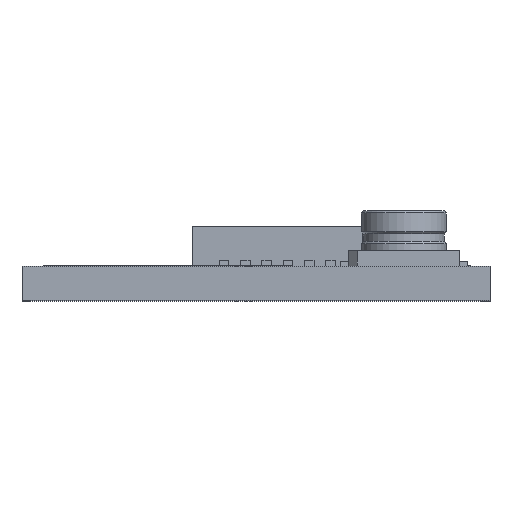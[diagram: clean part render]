
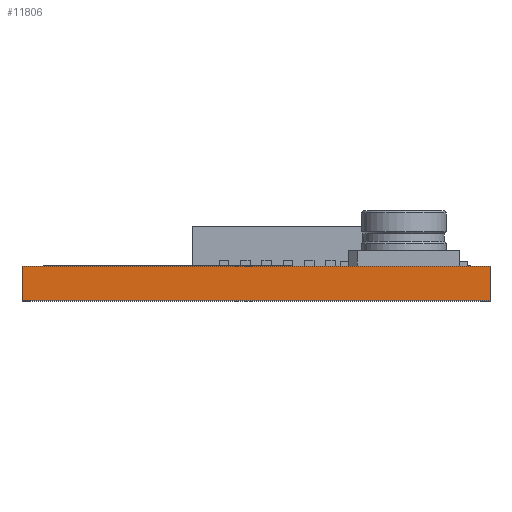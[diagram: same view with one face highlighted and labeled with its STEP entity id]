
A CAD part, top view. The second image highlights one B-rep face of the part: STEP entity #11806.
In plain terms, the highlighted planar face has unit normal (0, 0, 1).
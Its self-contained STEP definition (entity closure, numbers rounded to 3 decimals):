
#11597 = VERTEX_POINT('',#11598);
#11598 = CARTESIAN_POINT('',(-6.,0.,5.6));
#11604 = EDGE_CURVE('',#11597,#11605,#11607,.T.);
#11605 = VERTEX_POINT('',#11606);
#11606 = CARTESIAN_POINT('',(-6.,0.8,5.6));
#11607 = LINE('',#11608,#11609);
#11608 = CARTESIAN_POINT('',(-6.,0.,5.6));
#11609 = VECTOR('',#11610,1.);
#11610 = DIRECTION('',(0.,1.,0.));
#11729 = EDGE_CURVE('',#11605,#11730,#11732,.T.);
#11730 = VERTEX_POINT('',#11731);
#11731 = CARTESIAN_POINT('',(5.,0.8,5.6));
#11732 = LINE('',#11733,#11734);
#11733 = CARTESIAN_POINT('',(5.,0.8,5.6));
#11734 = VECTOR('',#11735,1.);
#11735 = DIRECTION('',(1.,0.,0.));
#11788 = EDGE_CURVE('',#11789,#11730,#11791,.T.);
#11789 = VERTEX_POINT('',#11790);
#11790 = CARTESIAN_POINT('',(5.,0.,5.6));
#11791 = LINE('',#11792,#11793);
#11792 = CARTESIAN_POINT('',(5.,0.,5.6));
#11793 = VECTOR('',#11794,1.);
#11794 = DIRECTION('',(0.,1.,0.));
#11806 = ADVANCED_FACE('',(#11807),#11818,.T.);
#11807 = FACE_BOUND('',#11808,.T.);
#11808 = EDGE_LOOP('',(#11809,#11815,#11816,#11817));
#11809 = ORIENTED_EDGE('',*,*,#11810,.F.);
#11810 = EDGE_CURVE('',#11789,#11597,#11811,.T.);
#11811 = LINE('',#11812,#11813);
#11812 = CARTESIAN_POINT('',(5.,0.,5.6));
#11813 = VECTOR('',#11814,1.);
#11814 = DIRECTION('',(-1.,0.,0.));
#11815 = ORIENTED_EDGE('',*,*,#11788,.T.);
#11816 = ORIENTED_EDGE('',*,*,#11729,.F.);
#11817 = ORIENTED_EDGE('',*,*,#11604,.F.);
#11818 = PLANE('',#11819);
#11819 = AXIS2_PLACEMENT_3D('',#11820,#11821,#11822);
#11820 = CARTESIAN_POINT('',(-6.,0.,5.6));
#11821 = DIRECTION('',(0.,0.,1.));
#11822 = DIRECTION('',(1.,0.,-0.));
